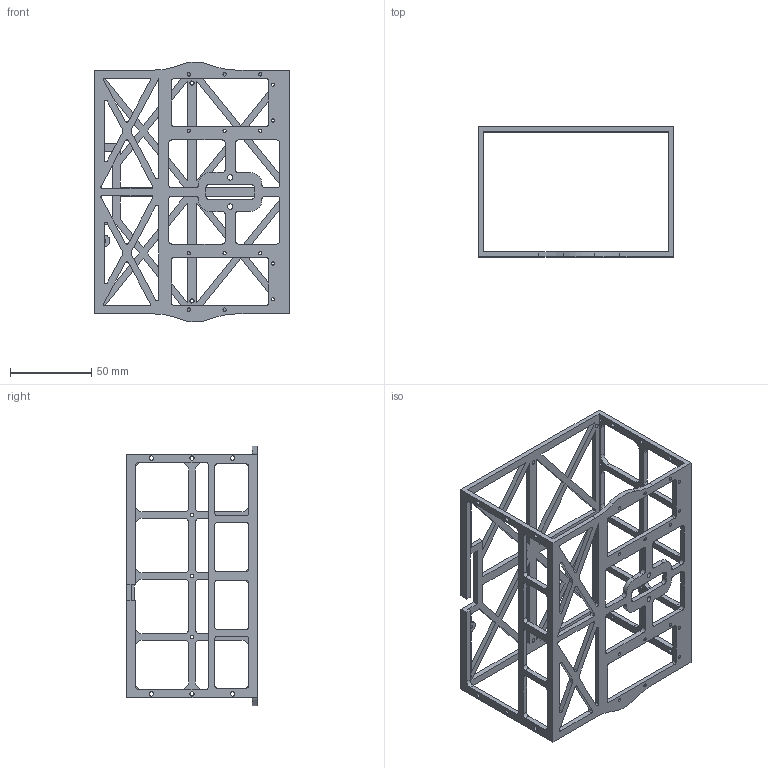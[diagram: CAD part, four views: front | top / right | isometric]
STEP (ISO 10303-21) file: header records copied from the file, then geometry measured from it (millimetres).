
FILE_DESCRIPTION (( 'STEP AP214' ), '1' );
FILE_NAME ('010_Hip Alu_RectangularTube_120x80x4_NimbroOP_v0.1.STEP', '2012-10-07T10:35:48', ( 'schreiber' ), ( '' ), 'SwSTEP 2.0', 'SolidWorks 2012', '' );
FILE_SCHEMA (( 'AUTOMOTIVE_DESIGN' ));
Length unit declared in the file: millimetre
Products named in the file (1): 010_Hip Alu_RectangularTube_120x80x4_NimbroOP_v0.1
Bounding box: 120 x 80 x 159.84 mm (x, y, z)
Volume: 58130.9 mm3; surface area: 58717.8 mm2
Topology: 1 solids, 1 shells, 405 faces, 1221 edges, 814 vertices
Faces by surface type: cylinder 222, plane 183
Entity records: 18724 total; most frequent: DIRECTION 2477, ORIENTED_EDGE 2442, CARTESIAN_POINT 2441, EDGE_CURVE 1221, AXIS2_PLACEMENT_3D 850, VERTEX_POINT 814, VECTOR 777, LINE 777
